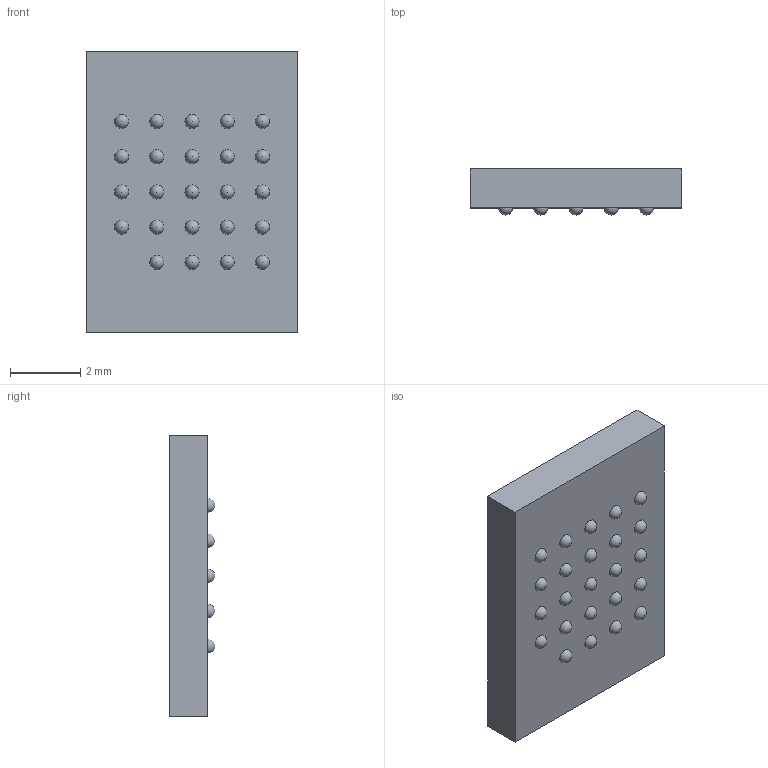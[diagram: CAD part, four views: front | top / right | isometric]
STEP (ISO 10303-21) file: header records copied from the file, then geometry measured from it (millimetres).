
FILE_DESCRIPTION (( 'STEP AP214' ), '1' );
FILE_NAME ('EPCQL1024F24IN.STEP', '2020-06-22T18:19:49', ( '' ), ( '' ), 'SwSTEP 2.0', 'SolidWorks 2017', '' );
FILE_SCHEMA (( 'AUTOMOTIVE_DESIGN' ));
Length unit declared in the file: millimetre
Products named in the file (1): EPCQL1024F24IN
Bounding box: 6 x 1.3 x 8 mm (x, y, z)
Volume: 53.2 mm3; surface area: 137.2 mm2
Topology: 26 solids, 26 shells, 61 faces, 120 edges, 88 vertices
Faces by surface type: plane 33, sphere 24, cylinder 4
Entity records: 1545 total; most frequent: DIRECTION 252, CARTESIAN_POINT 198, ORIENTED_EDGE 144, AXIS2_PLACEMENT_3D 118, EDGE_CURVE 72, VERTEX_POINT 64, EDGE_LOOP 62, FACE_OUTER_BOUND 61
